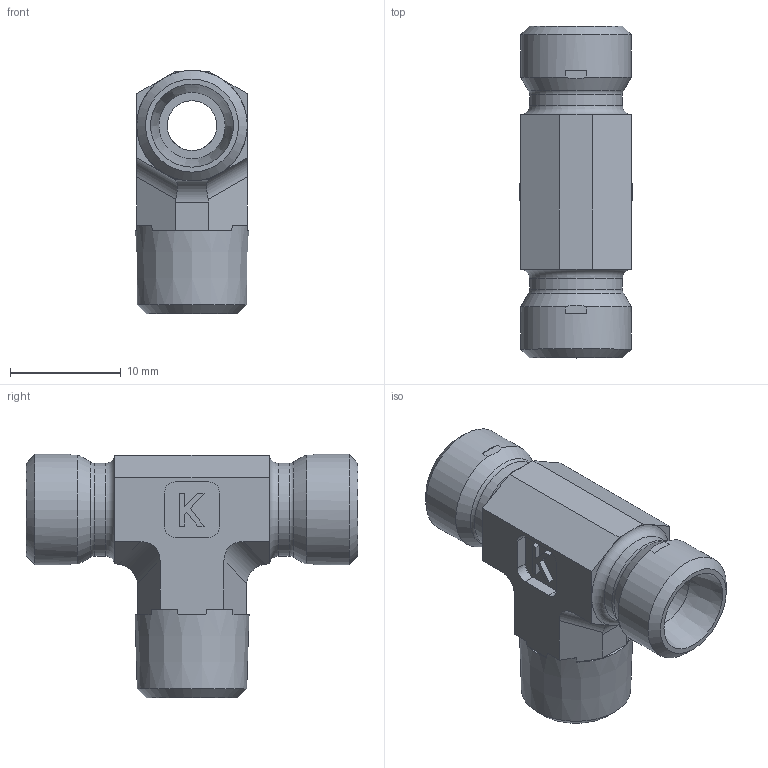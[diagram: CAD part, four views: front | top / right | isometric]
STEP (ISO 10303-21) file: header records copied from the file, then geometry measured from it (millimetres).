
FILE_DESCRIPTION((''),'2;1');
FILE_NAME('26001061010.stp','2014-08-22T14:38:19',(''),('KNOMI spol. s r. o.'),'Autodesk Inventor 2012','Autodesk Inventor 2012','');
FILE_SCHEMA(('AUTOMOTIVE_DESIGN { 1 2 10303 214 0 1 1 1 }'));
Length unit declared in the file: millimetre
Products named in the file (1): THCM1 6LLMkuž M10x1K/M10x1
Bounding box: 10.28 x 30 x 22 mm (x, y, z)
Volume: 2401 mm3; surface area: 2158.5 mm2
Topology: 1 solids, 1 shells, 103 faces, 274 edges, 176 vertices
Faces by surface type: plane 72, cylinder 18, cone 9, torus 4
Full cylindrical faces by diameter (mm): 4.5 x2, 6 x2, 8.4 x2, 10 x2
Entity records: 3020 total; most frequent: CARTESIAN_POINT 568, DIRECTION 512, ORIENTED_EDGE 480, EDGE_CURVE 240, AXIS2_PLACEMENT_3D 184, VERTEX_POINT 164, VECTOR 144, LINE 144
